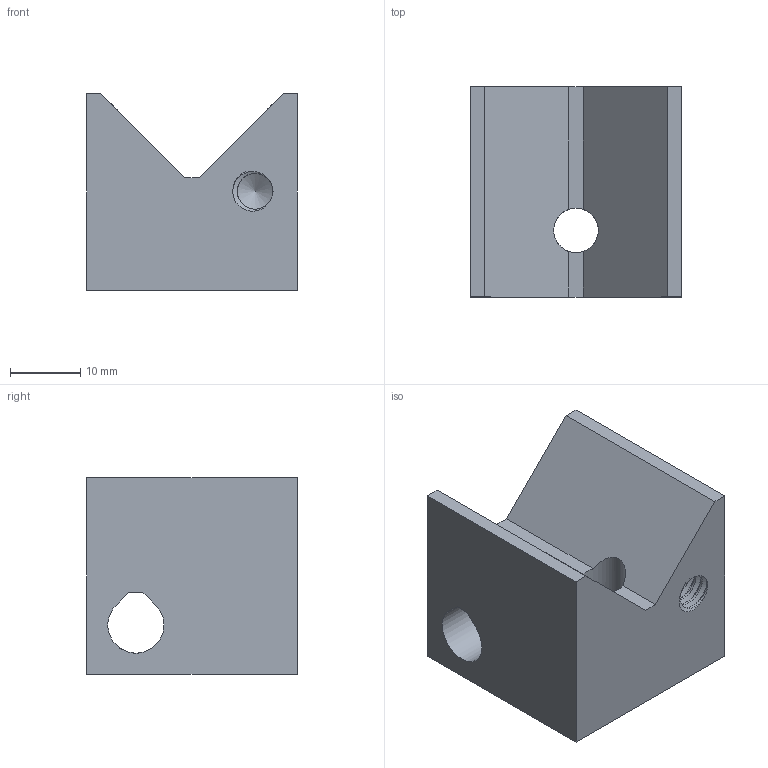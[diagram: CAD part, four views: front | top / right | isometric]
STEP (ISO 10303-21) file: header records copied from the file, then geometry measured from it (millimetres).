
FILE_DESCRIPTION(/* description */ (''),/* implementation_level */ '2;1');
FILE_NAME(/* name */ 'Jig for drilling Conduit.step',/* time_stamp */ '2025-05-19T10:37:40-05:00',/* author */ (''),/* organization */ (''),/* preprocessor_version */ 'ST-DEVELOPER v20.1',/* originating_system */ 'Autodesk Translation Framework v14.4.0.0',/* authorisation */ '');
FILE_SCHEMA (('AUTOMOTIVE_DESIGN { 1 0 10303 214 3 1 1 }'));
Length unit declared in the file: millimetre
Products named in the file (1): (Unsaved)
Bounding box: 30 x 30 x 28 mm (x, y, z)
Volume: 17415.6 mm3; surface area: 6403.1 mm2
Topology: 1 solids, 1 shells, 47 faces, 140 edges, 94 vertices
Faces by surface type: cylinder 27, plane 17, bspline 2, cone 1
Full cylindrical faces by diameter (mm): 5.118 x3, 6.35 x6
Entity records: 3051 total; most frequent: CARTESIAN_POINT 1833, ORIENTED_EDGE 278, DIRECTION 197, EDGE_CURVE 139, VERTEX_POINT 94, LINE 71, VECTOR 71, AXIS2_PLACEMENT_3D 63
